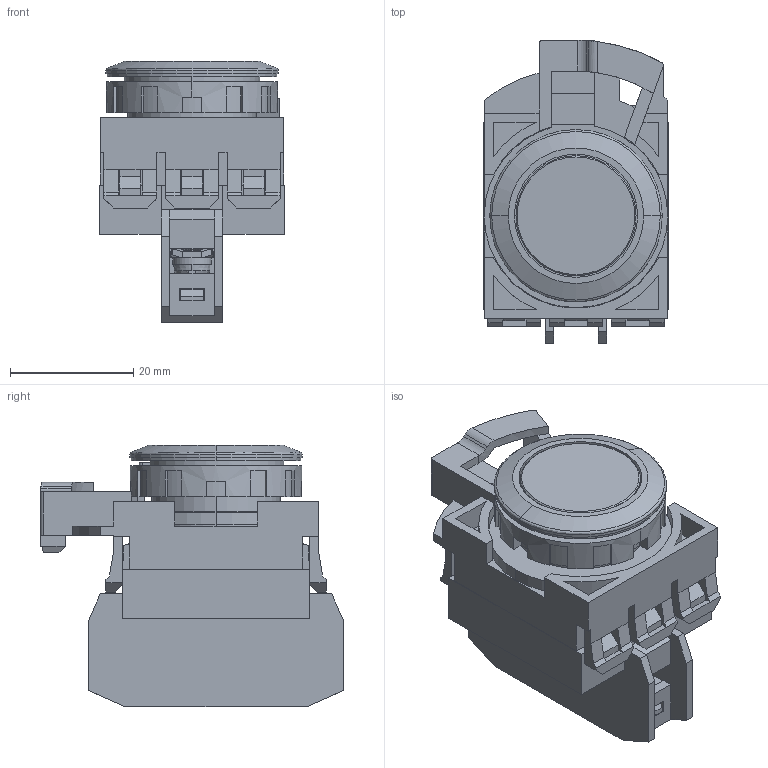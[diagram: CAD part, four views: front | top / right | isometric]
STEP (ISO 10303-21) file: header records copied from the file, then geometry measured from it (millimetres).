
FILE_DESCRIPTION (( 'STEP AP203' ), '1' );
FILE_NAME ('OUTSIDE-CW#P-1.STEP', '2014-07-15T09:47:42', ( 'IDEC' ), ( '' ), 'SwSTEP 2.0', 'SolidWorks 2012', '' );
FILE_SCHEMA (( 'CONFIG_CONTROL_DESIGN' ));
Length unit declared in the file: millimetre
Products named in the file (7): OUTSIDE-CW#P-1; OUTSIDE-CW-LOCK-NUT; OUTSIDE-CW-EAQ; OUTSIDE-CW-CB-DUMMY; OUTSIDE-CW-CN; OUTSIDE-CW-ROUND-FLUSH-LENS; OUTSIDE-CW-PB-BODY
Assembly tree (7 placements, depth 2):
  OUTSIDE-CW#P-1
    OUTSIDE-CW-PB-BODY
    OUTSIDE-CW-ROUND-FLUSH-LENS
    OUTSIDE-CW-CN
    OUTSIDE-CW-CB-DUMMY  x2
    OUTSIDE-CW-EAQ
    OUTSIDE-CW-LOCK-NUT
Bounding box: 30 x 49.2 x 42.4 mm (x, y, z)
Volume: 26894.6 mm3; surface area: 18879.2 mm2
Topology: 7 solids, 7 shells, 646 faces, 1757 edges, 1136 vertices
Faces by surface type: plane 476, cylinder 142, cone 16, bspline 12
Entity records: 19632 total; most frequent: CARTESIAN_POINT 3744, ORIENTED_EDGE 3238, DIRECTION 3037, EDGE_CURVE 1619, VECTOR 1251, LINE 1251, VERTEX_POINT 1044, AXIS2_PLACEMENT_3D 893
